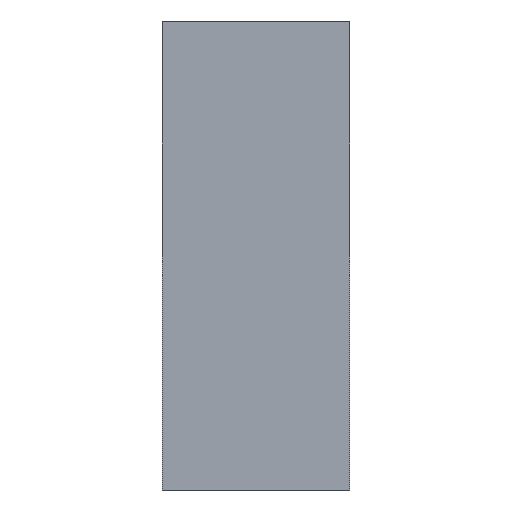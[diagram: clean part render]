
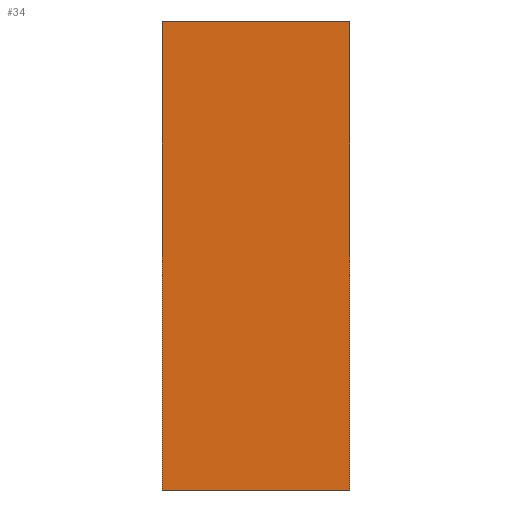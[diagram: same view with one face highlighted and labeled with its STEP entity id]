
A CAD part, front view. The second image highlights one B-rep face of the part: STEP entity #34.
In plain terms, the highlighted planar face has unit normal (0, -1, 0).
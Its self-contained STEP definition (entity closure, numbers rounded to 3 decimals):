
#34=ADVANCED_FACE('',(#50),#42,.F.);
#42=PLANE('',#208);
#50=FACE_OUTER_BOUND('',#58,.T.);
#58=EDGE_LOOP('',(#69,#70,#71,#72));
#69=ORIENTED_EDGE('',*,*,#117,.T.);
#70=ORIENTED_EDGE('',*,*,#115,.F.);
#71=ORIENTED_EDGE('',*,*,#118,.F.);
#72=ORIENTED_EDGE('',*,*,#119,.T.);
#103=VERTEX_POINT('',#265);
#104=VERTEX_POINT('',#267);
#105=VERTEX_POINT('',#271);
#106=VERTEX_POINT('',#273);
#115=EDGE_CURVE('',#103,#104,#149,.T.);
#117=EDGE_CURVE('',#105,#104,#151,.T.);
#118=EDGE_CURVE('',#106,#103,#152,.T.);
#119=EDGE_CURVE('',#106,#105,#153,.T.);
#149=LINE('',#266,#171);
#151=LINE('',#270,#173);
#152=LINE('',#272,#174);
#153=LINE('',#274,#175);
#171=VECTOR('',#223,1.);
#173=VECTOR('',#227,1.);
#174=VECTOR('',#228,1.);
#175=VECTOR('',#229,1.);
#208=AXIS2_PLACEMENT_3D('',#275,#230,#231);
#223=DIRECTION('',(-1.,0.,0.));
#227=DIRECTION('',(0.,0.,-1.));
#228=DIRECTION('',(0.,0.,-1.));
#229=DIRECTION('',(-1.,0.,0.));
#230=DIRECTION('',(0.,1.,0.));
#231=DIRECTION('',(0.,0.,1.));
#265=CARTESIAN_POINT('',(40.,-25.,-70.));
#266=CARTESIAN_POINT('',(40.,-25.,-70.));
#267=CARTESIAN_POINT('',(0.,-25.,-70.));
#270=CARTESIAN_POINT('',(0.,-25.,30.));
#271=CARTESIAN_POINT('',(0.,-25.,30.));
#272=CARTESIAN_POINT('',(40.,-25.,30.));
#273=CARTESIAN_POINT('',(40.,-25.,30.));
#274=CARTESIAN_POINT('',(40.,-25.,30.));
#275=CARTESIAN_POINT('',(40.,-25.,30.));
